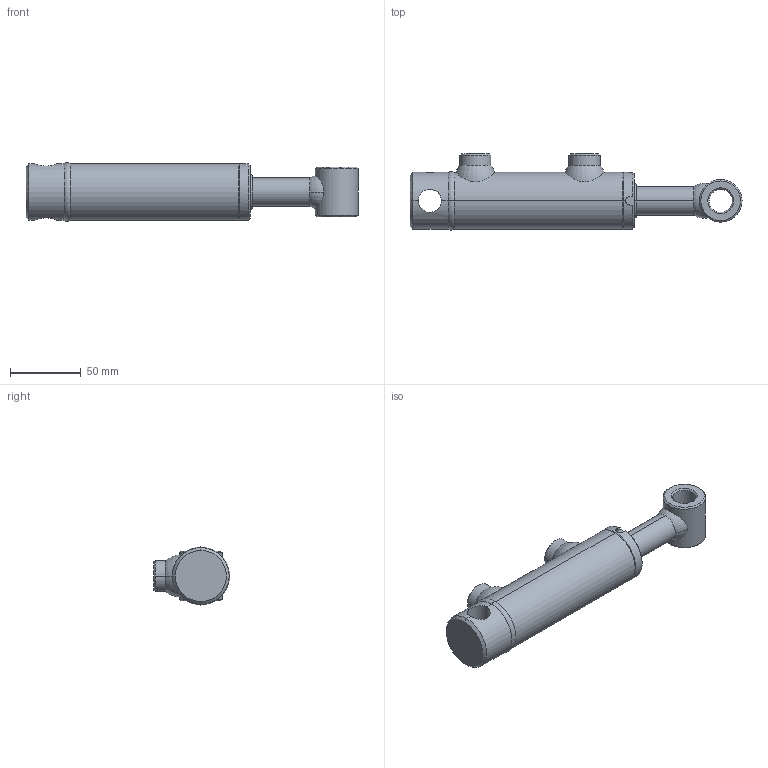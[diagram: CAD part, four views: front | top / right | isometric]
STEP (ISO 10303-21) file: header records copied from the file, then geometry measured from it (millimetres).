
FILE_DESCRIPTION (( 'STEP AP203' ), '1' );
FILE_NAME ('700.05.STEP', '2014-07-23T09:57:26', ( '' ), ( '' ), 'SwSTEP 2.0', 'SolidWorks 2013', '' );
FILE_SCHEMA (( 'CONFIG_CONTROL_DESIGN' ));
Length unit declared in the file: millimetre
Products named in the file (1): 700.05
Bounding box: 234 x 53.58 x 41.17 mm (x, y, z)
Surface area: 44898.9 mm2 (no closed solid volume)
Topology: 0 solids, 12 shells, 85 faces, 205 edges, 128 vertices
Faces by surface type: cone 33, cylinder 31, plane 13, torus 8
Entity records: 3523 total; most frequent: CARTESIAN_POINT 1439, DIRECTION 453, ORIENTED_EDGE 368, EDGE_CURVE 205, AXIS2_PLACEMENT_3D 190, VERTEX_POINT 128, CIRCLE 104, EDGE_LOOP 100
